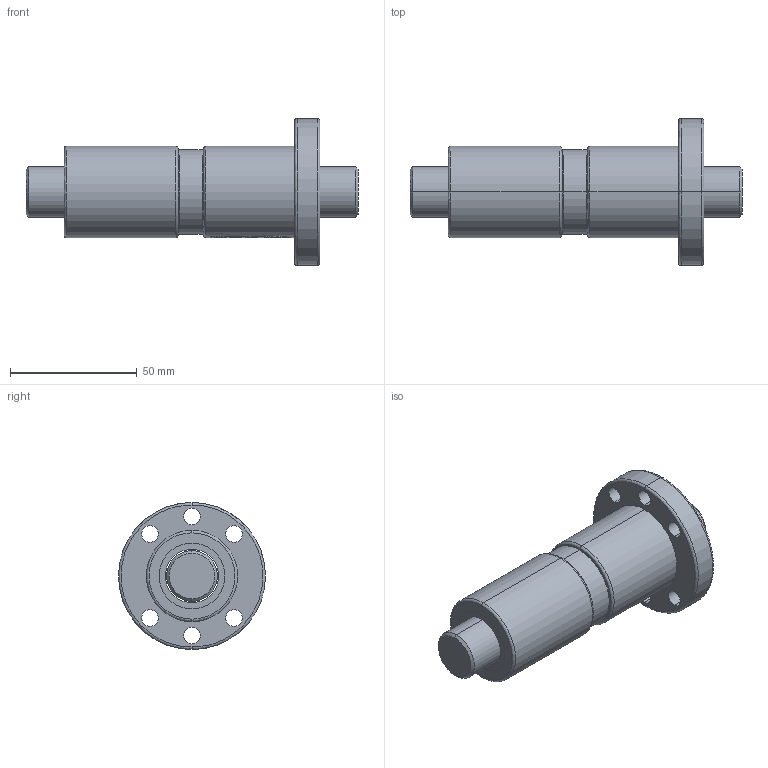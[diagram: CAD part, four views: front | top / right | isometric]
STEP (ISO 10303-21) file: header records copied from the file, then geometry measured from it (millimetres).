
FILE_DESCRIPTION (( 'STEP AP203' ), '1' );
FILE_NAME ('DFU02005.STEP', '2019-04-03T11:48:18', ( '' ), ( '' ), 'SwSTEP 2.0', 'SolidWorks 2015', '' );
FILE_SCHEMA (( 'CONFIG_CONTROL_DESIGN' ));
Length unit declared in the file: millimetre
Products named in the file (1): DFU02005
Bounding box: 131 x 58 x 58 mm (x, y, z)
Volume: 121476.7 mm3; surface area: 37864.1 mm2
Topology: 6 solids, 6 shells, 707 faces, 1968 edges, 1306 vertices
Faces by surface type: plane 610, cylinder 58, bspline 35, cone 4
Entity records: 24754 total; most frequent: CARTESIAN_POINT 8095, ORIENTED_EDGE 3936, DIRECTION 2874, EDGE_CURVE 1968, VERTEX_POINT 1306, LINE 1288, VECTOR 1288, AXIS2_PLACEMENT_3D 793
